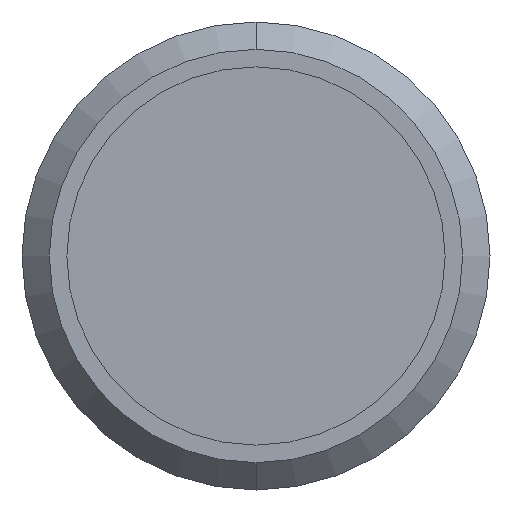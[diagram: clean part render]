
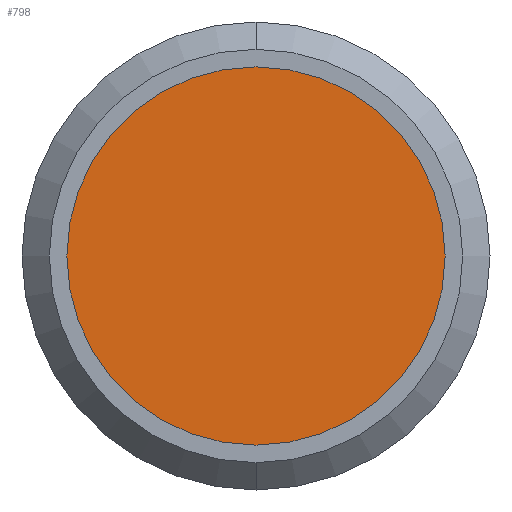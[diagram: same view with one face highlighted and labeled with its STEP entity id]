
A CAD part, front view. The second image highlights one B-rep face of the part: STEP entity #798.
In plain terms, the highlighted planar face has unit normal (0, -1, 0).
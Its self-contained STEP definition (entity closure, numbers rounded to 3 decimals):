
#798=ADVANCED_FACE('',(#1510),#1511,.T.);
#1510=FACE_OUTER_BOUND('',#2229,.T.);
#1511=PLANE('',#2230);
#2229=EDGE_LOOP('',(#3959,#3960));
#2230=AXIS2_PLACEMENT_3D('',#3961,#3962,#3963);
#3959=ORIENTED_EDGE('',*,*,#4605,.T.);
#3960=ORIENTED_EDGE('',*,*,#4618,.T.);
#3961=CARTESIAN_POINT('',(0.0,-0.01,2.425));
#3962=DIRECTION('',(0.0,-1.0,0.0));
#3963=DIRECTION('',(0.0,0.0,1.0));
#4605=EDGE_CURVE('',#5482,#5486,#5488,.T.);
#4618=EDGE_CURVE('',#5486,#5482,#5505,.T.);
#5482=VERTEX_POINT('',#6881);
#5486=VERTEX_POINT('',#6886);
#5488=CIRCLE('',#6889,4.85);
#5505=CIRCLE('',#6908,4.85);
#6881=CARTESIAN_POINT('',(0.0,-0.01,4.85));
#6886=CARTESIAN_POINT('',(0.,-0.01,-4.85));
#6889=AXIS2_PLACEMENT_3D('',#7748,#7749,#7750);
#6908=AXIS2_PLACEMENT_3D('',#7768,#7769,#7770);
#7748=CARTESIAN_POINT('',(0.0,-0.01,0.0));
#7749=DIRECTION('',(0.0,-1.0,0.0));
#7750=DIRECTION('',(0.0,0.0,1.0));
#7768=CARTESIAN_POINT('',(0.0,-0.01,0.0));
#7769=DIRECTION('',(0.0,-1.0,0.0));
#7770=DIRECTION('',(0.0,0.0,1.0));
